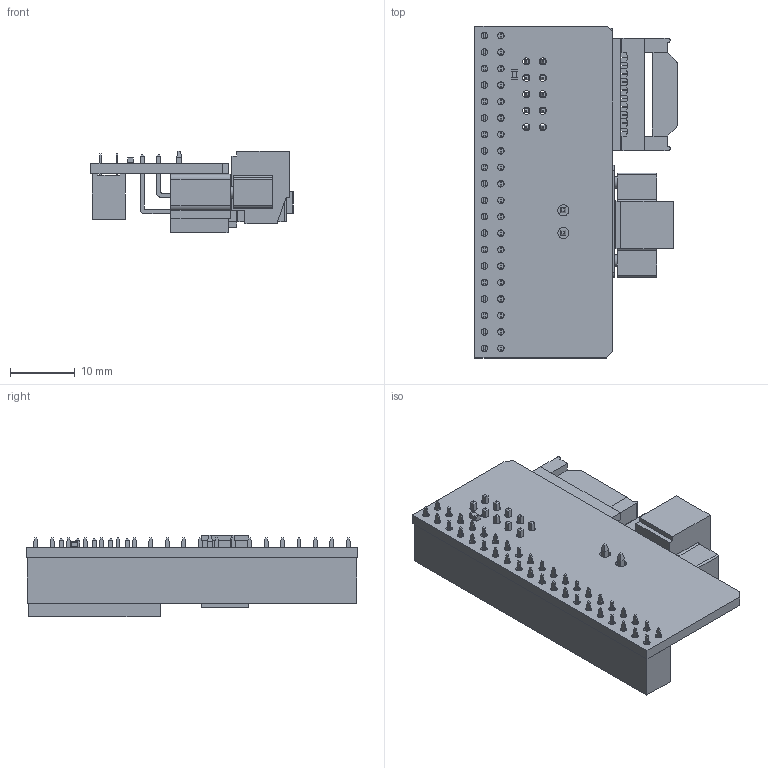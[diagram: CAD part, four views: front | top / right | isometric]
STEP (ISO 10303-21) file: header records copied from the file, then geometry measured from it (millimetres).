
FILE_DESCRIPTION(/* description */ ('STEP AP242','CAx-IF Rec.Pracs.---Representation and Presentation of Product Manufacturing Information (PMI)---4.0---2014-10-13','CAx-IF Rec.Pracs.---3D Tessellated Geometry---0.4---2014-09-14','2;1'),/* implementation_level */ '2;1');
FILE_NAME(/* name */ '6487396e9dacf837aa531660',/* time_stamp */ '2023-06-12T15:27:45Z',/* author */ (''),/* organization */ (''),/* preprocessor_version */ 'ST-DEVELOPER v19.4',/* originating_system */ ' ',/* authorisation */ ' ');
FILE_SCHEMA (('AP242_MANAGED_MODEL_BASED_3D_ENGINEERING_MIM_LF { 1 0 10303 442 1 1 4 }'));
Products named in the file (30): rpi-watchdog_v4-header; DEFAULT-3_4; DEFAULT-2; DEFAULT-3_6; COMPOUND; DEFAULT; DEFAULT-3_1; 395040002; SOLID; DEFAULT-3; DEFAULT-3_8; DEFAULT-3_2; DEFAULT-3_9; DEFAULT-3_5; _autosave-rpi-watchdog-header PCB; DEFAULT-3_7; DEFAULT-3_3; DEFAULT-1
Assembly tree (29 placements, depth 2):
  rpi-watchdog_v4-header
    DEFAULT-3_4
    DEFAULT-2
    DEFAULT-3_6
    COMPOUND
    COMPOUND
    DEFAULT
    DEFAULT-3_1
    COMPOUND
    395040002
    SOLID
    COMPOUND
    DEFAULT-3
    COMPOUND
    DEFAULT-3_8
    DEFAULT-3_2
    COMPOUND
    COMPOUND
    COMPOUND
    DEFAULT-3_9
    DEFAULT-3_5
    SOLID
    COMPOUND
    COMPOUND
    _autosave-rpi-watchdog-header PCB
    COMPOUND
    DEFAULT-3_7
    DEFAULT-3_3
    DEFAULT-1
    COMPOUND
Bounding box: 31.19 x 51.25 x 12.6 mm (x, y, z)
Volume: 6945.8 mm3; surface area: 11421.3 mm2
Topology: 29 solids, 29 shells, 2534 faces, 6559 edges, 4239 vertices
Faces by surface type: plane 2216, cylinder 296, bspline 12, sphere 4, torus 4, cone 2
Full cylindrical faces by diameter (mm): 1 x40, 1.1 x10, 1.118 x2, 1.27 x4, 1.524 x4, 1.7 x2, 1.778 x4, 1.905 x2, 2.032 x4, 2.54 x2, 2.794 x1
Entity records: 81025 total; most frequent: CARTESIAN_POINT 13917, ORIENTED_EDGE 12914, DIRECTION 12103, EDGE_CURVE 6457, LINE 5815, VECTOR 5815, VERTEX_POINT 4224, AXIS2_PLACEMENT_3D 3144
